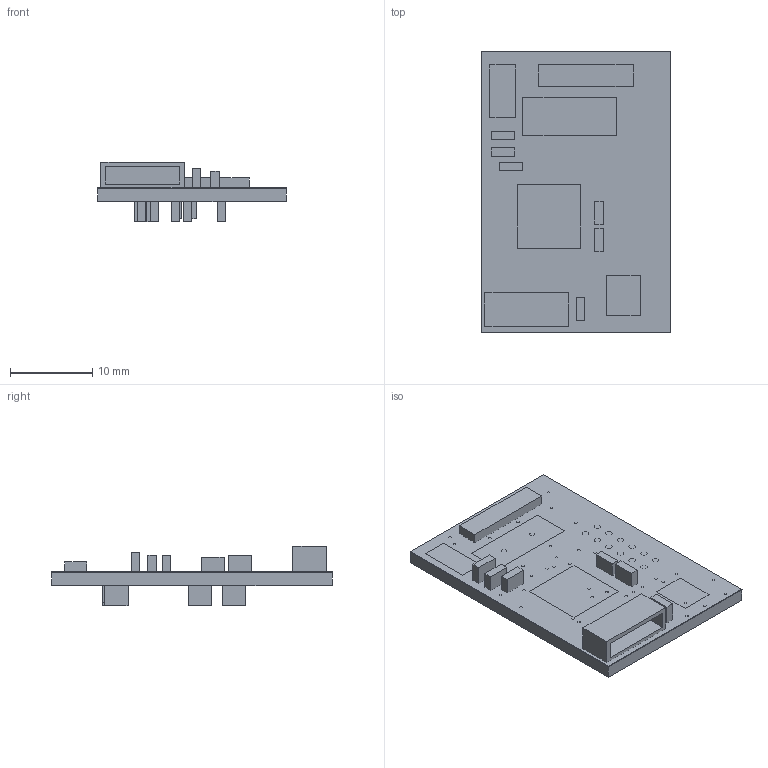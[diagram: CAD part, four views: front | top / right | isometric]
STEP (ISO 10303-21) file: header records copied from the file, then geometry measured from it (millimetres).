
FILE_DESCRIPTION(/* description */ (''),/* implementation_level */ '2;1');
FILE_NAME(/* name */ 'd9b1848d-d32e-4d34-88bc-90626a92a9d2.stp',/* time_stamp */ '2021-01-10T17:14:48+00:00',/* author */ (''),/* organization */ (''),/* preprocessor_version */ 'ST-DEVELOPER v18.1',/* originating_system */ 'Autodesk Translation Framework v9.7.1.1290',/* authorisation */ '');
FILE_SCHEMA (('AUTOMOTIVE_DESIGN { 1 0 10303 214 3 1 1 }'));
Length unit declared in the file: millimetre
Products named in the file (13): d9b1848d-d32e-4d34-88bc-90626a92a9d2; PCB Component; Board; 20pF; LED-0603; 10k; DISCRETECOMPONENTS_SWITCH; FE05-1; STM32F042K6T6; TCAN337D; ECS-80-S-4X; JST-8PIN; BACKPLANE_CONNECTORSESC
Assembly tree (25 placements, depth 3):
  d9b1848d-d32e-4d34-88bc-90626a92a9d2
    PCB Component
      Board
      20pF  x10
      LED-0603
      10k  x5
      DISCRETECOMPONENTS_SWITCH
      FE05-1
      STM32F042K6T6
      TCAN337D
      ECS-80-S-4X
      JST-8PIN
      BACKPLANE_CONNECTORSESC
Bounding box: 22.87 x 34.07 x 7.23 mm (x, y, z)
Volume: 1513.9 mm3; surface area: 4445.8 mm2
Topology: 24 solids, 24 shells, 211 faces, 486 edges, 324 vertices
Faces by surface type: plane 149, cylinder 62
Full cylindrical faces by diameter (mm): 0.35 x43, 0.63 x2, 0.79 x12, 0.813 x5
Entity records: 4844 total; most frequent: DIRECTION 796, CARTESIAN_POINT 721, ORIENTED_EDGE 660, EDGE_CURVE 330, AXIS2_PLACEMENT_3D 295, EDGE_LOOP 258, VERTEX_POINT 220, LINE 206
